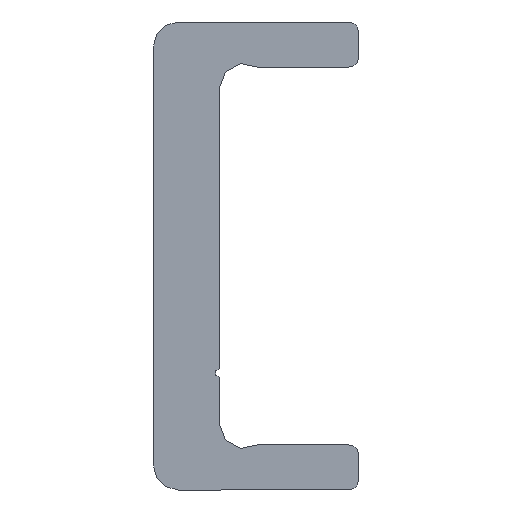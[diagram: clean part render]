
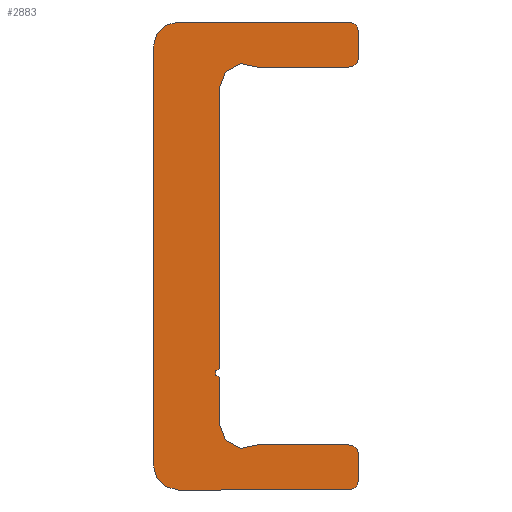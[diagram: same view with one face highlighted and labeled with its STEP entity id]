
A CAD part, left-side view. The second image highlights one B-rep face of the part: STEP entity #2883.
In plain terms, the highlighted planar face has unit normal (-1, 0, 0).
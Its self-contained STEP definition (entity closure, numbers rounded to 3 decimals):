
#2051=CARTESIAN_POINT('',(0.0,2.2,10.03));
#2052=VERTEX_POINT('',#2051);
#2059=CARTESIAN_POINT('',(0.0,2.2,-6.75));
#2060=VERTEX_POINT('',#2059);
#2061=CARTESIAN_POINT('',(0.0,2.2,10.03));
#2062=DIRECTION('',(0.0,0.0,-1.0));
#2063=VECTOR('',#2062,16.78);
#2064=LINE('',#2061,#2063);
#2065=EDGE_CURVE('',#2052,#2060,#2064,.T.);
#2213=CARTESIAN_POINT('',(0.0,-0.098,11.3));
#2214=VERTEX_POINT('',#2213);
#2221=CARTESIAN_POINT('',(0.0,0.7,10.03));
#2222=DIRECTION('',(-1.0,0.0,0.0));
#2223=DIRECTION('',(0.0,-1.0,0.0));
#2224=AXIS2_PLACEMENT_3D('',#2221,#2222,#2223);
#2225=CIRCLE('',#2224,1.5);
#2226=EDGE_CURVE('',#2214,#2052,#2225,.T.);
#2245=CARTESIAN_POINT('',(0.0,-5.55,11.3));
#2246=VERTEX_POINT('',#2245);
#2253=CARTESIAN_POINT('',(0.0,-5.55,11.3));
#2254=DIRECTION('',(0.0,1.0,0.0));
#2255=VECTOR('',#2254,5.452);
#2256=LINE('',#2253,#2255);
#2257=EDGE_CURVE('',#2246,#2214,#2256,.T.);
#2277=CARTESIAN_POINT('',(0.0,-6.15,11.9));
#2278=VERTEX_POINT('',#2277);
#2285=CARTESIAN_POINT('',(0.0,-5.55,11.9));
#2286=DIRECTION('',(1.0,0.0,0.0));
#2287=DIRECTION('',(0.0,-1.0,0.0));
#2288=AXIS2_PLACEMENT_3D('',#2285,#2286,#2287);
#2289=CIRCLE('',#2288,0.6);
#2290=EDGE_CURVE('',#2278,#2246,#2289,.T.);
#2309=CARTESIAN_POINT('',(0.0,-6.15,13.4));
#2310=VERTEX_POINT('',#2309);
#2317=CARTESIAN_POINT('',(0.0,-6.15,13.4));
#2318=DIRECTION('',(0.0,0.0,-1.0));
#2319=VECTOR('',#2318,1.5);
#2320=LINE('',#2317,#2319);
#2321=EDGE_CURVE('',#2310,#2278,#2320,.T.);
#2341=CARTESIAN_POINT('',(0.0,-5.55,14.));
#2342=VERTEX_POINT('',#2341);
#2349=CARTESIAN_POINT('',(0.0,-5.55,13.4));
#2350=DIRECTION('',(1.0,0.0,0.0));
#2351=DIRECTION('',(0.0,0.0,1.0));
#2352=AXIS2_PLACEMENT_3D('',#2349,#2350,#2351);
#2353=CIRCLE('',#2352,0.6);
#2354=EDGE_CURVE('',#2342,#2310,#2353,.T.);
#2373=CARTESIAN_POINT('',(0.0,4.65,14.));
#2374=VERTEX_POINT('',#2373);
#2381=CARTESIAN_POINT('',(0.0,4.65,14.));
#2382=DIRECTION('',(0.0,-1.0,0.0));
#2383=VECTOR('',#2382,10.2);
#2384=LINE('',#2381,#2383);
#2385=EDGE_CURVE('',#2374,#2342,#2384,.T.);
#2405=CARTESIAN_POINT('',(0.0,6.15,12.5));
#2406=VERTEX_POINT('',#2405);
#2413=CARTESIAN_POINT('',(0.0,4.65,12.5));
#2414=DIRECTION('',(1.0,0.0,0.0));
#2415=DIRECTION('',(0.0,1.0,0.0));
#2416=AXIS2_PLACEMENT_3D('',#2413,#2414,#2415);
#2417=CIRCLE('',#2416,1.5);
#2418=EDGE_CURVE('',#2406,#2374,#2417,.T.);
#2437=CARTESIAN_POINT('',(0.0,6.15,-12.5));
#2438=VERTEX_POINT('',#2437);
#2445=CARTESIAN_POINT('',(0.0,6.15,-12.5));
#2446=DIRECTION('',(0.0,0.0,1.0));
#2447=VECTOR('',#2446,25.);
#2448=LINE('',#2445,#2447);
#2449=EDGE_CURVE('',#2438,#2406,#2448,.T.);
#2592=CARTESIAN_POINT('',(0.0,4.65,-14.));
#2593=VERTEX_POINT('',#2592);
#2600=CARTESIAN_POINT('',(0.0,4.65,-12.5));
#2601=DIRECTION('',(1.0,0.0,0.0));
#2602=DIRECTION('',(0.0,0.0,-1.0));
#2603=AXIS2_PLACEMENT_3D('',#2600,#2601,#2602);
#2604=CIRCLE('',#2603,1.5);
#2605=EDGE_CURVE('',#2593,#2438,#2604,.T.);
#2624=CARTESIAN_POINT('',(0.0,-5.55,-14.));
#2625=VERTEX_POINT('',#2624);
#2632=CARTESIAN_POINT('',(0.0,-5.55,-14.));
#2633=DIRECTION('',(0.0,1.0,0.0));
#2634=VECTOR('',#2633,10.2);
#2635=LINE('',#2632,#2634);
#2636=EDGE_CURVE('',#2625,#2593,#2635,.T.);
#2656=CARTESIAN_POINT('',(0.0,-6.15,-13.4));
#2657=VERTEX_POINT('',#2656);
#2664=CARTESIAN_POINT('',(0.0,-5.55,-13.4));
#2665=DIRECTION('',(1.0,0.0,0.0));
#2666=DIRECTION('',(0.0,-1.0,0.0));
#2667=AXIS2_PLACEMENT_3D('',#2664,#2665,#2666);
#2668=CIRCLE('',#2667,0.6);
#2669=EDGE_CURVE('',#2657,#2625,#2668,.T.);
#2688=CARTESIAN_POINT('',(0.0,-6.15,-11.9));
#2689=VERTEX_POINT('',#2688);
#2696=CARTESIAN_POINT('',(0.0,-6.15,-11.9));
#2697=DIRECTION('',(0.0,0.0,-1.0));
#2698=VECTOR('',#2697,1.5);
#2699=LINE('',#2696,#2698);
#2700=EDGE_CURVE('',#2689,#2657,#2699,.T.);
#2720=CARTESIAN_POINT('',(0.0,-5.55,-11.3));
#2721=VERTEX_POINT('',#2720);
#2728=CARTESIAN_POINT('',(0.0,-5.55,-11.9));
#2729=DIRECTION('',(1.0,0.0,0.0));
#2730=DIRECTION('',(0.0,0.0,1.0));
#2731=AXIS2_PLACEMENT_3D('',#2728,#2729,#2730);
#2732=CIRCLE('',#2731,0.6);
#2733=EDGE_CURVE('',#2721,#2689,#2732,.T.);
#2752=CARTESIAN_POINT('',(0.0,-0.098,-11.3));
#2753=VERTEX_POINT('',#2752);
#2760=CARTESIAN_POINT('',(0.0,-0.098,-11.3));
#2761=DIRECTION('',(0.0,-1.0,0.0));
#2762=VECTOR('',#2761,5.452);
#2763=LINE('',#2760,#2762);
#2764=EDGE_CURVE('',#2753,#2721,#2763,.T.);
#2784=CARTESIAN_POINT('',(0.0,2.2,-10.03));
#2785=VERTEX_POINT('',#2784);
#2792=CARTESIAN_POINT('',(0.0,0.7,-10.03));
#2793=DIRECTION('',(-1.0,0.0,0.0));
#2794=DIRECTION('',(0.0,0.532,0.847));
#2795=AXIS2_PLACEMENT_3D('',#2792,#2793,#2794);
#2796=CIRCLE('',#2795,1.5);
#2797=EDGE_CURVE('',#2785,#2753,#2796,.T.);
#2816=CARTESIAN_POINT('',(0.0,2.2,-7.25));
#2817=VERTEX_POINT('',#2816);
#2824=CARTESIAN_POINT('',(0.0,2.2,-7.25));
#2825=DIRECTION('',(0.0,0.0,-1.0));
#2826=VECTOR('',#2825,2.78);
#2827=LINE('',#2824,#2826);
#2828=EDGE_CURVE('',#2817,#2785,#2827,.T.);
#2847=CARTESIAN_POINT('',(0.0,2.2,-7.));
#2848=DIRECTION('',(-1.0,0.0,0.0));
#2849=DIRECTION('',(0.0,0.0,1.0));
#2850=AXIS2_PLACEMENT_3D('',#2847,#2848,#2849);
#2851=CIRCLE('',#2850,0.25);
#2852=EDGE_CURVE('',#2060,#2817,#2851,.T.);
#2858=CARTESIAN_POINT('',(0.0,1.611,-0.021));
#2859=DIRECTION('',(1.0,0.0,0.0));
#2860=DIRECTION('',(0.0,0.0,-1.0));
#2861=AXIS2_PLACEMENT_3D('',#2858,#2859,#2860);
#2862=PLANE('',#2861);
#2863=ORIENTED_EDGE('',*,*,#2852,.F.);
#2864=ORIENTED_EDGE('',*,*,#2065,.F.);
#2865=ORIENTED_EDGE('',*,*,#2226,.F.);
#2866=ORIENTED_EDGE('',*,*,#2257,.F.);
#2867=ORIENTED_EDGE('',*,*,#2290,.F.);
#2868=ORIENTED_EDGE('',*,*,#2321,.F.);
#2869=ORIENTED_EDGE('',*,*,#2354,.F.);
#2870=ORIENTED_EDGE('',*,*,#2385,.F.);
#2871=ORIENTED_EDGE('',*,*,#2418,.F.);
#2872=ORIENTED_EDGE('',*,*,#2449,.F.);
#2873=ORIENTED_EDGE('',*,*,#2605,.F.);
#2874=ORIENTED_EDGE('',*,*,#2636,.F.);
#2875=ORIENTED_EDGE('',*,*,#2669,.F.);
#2876=ORIENTED_EDGE('',*,*,#2700,.F.);
#2877=ORIENTED_EDGE('',*,*,#2733,.F.);
#2878=ORIENTED_EDGE('',*,*,#2764,.F.);
#2879=ORIENTED_EDGE('',*,*,#2797,.F.);
#2880=ORIENTED_EDGE('',*,*,#2828,.F.);
#2881=EDGE_LOOP('',(#2863,#2864,#2865,#2866,#2867,#2868,#2869,#2870,#2871,#2872,#2873,#2874,#2875,#2876,#2877,#2878,#2879,#2880));
#2882=FACE_OUTER_BOUND('',#2881,.T.);
#2883=ADVANCED_FACE('',(#2882),#2862,.F.);
